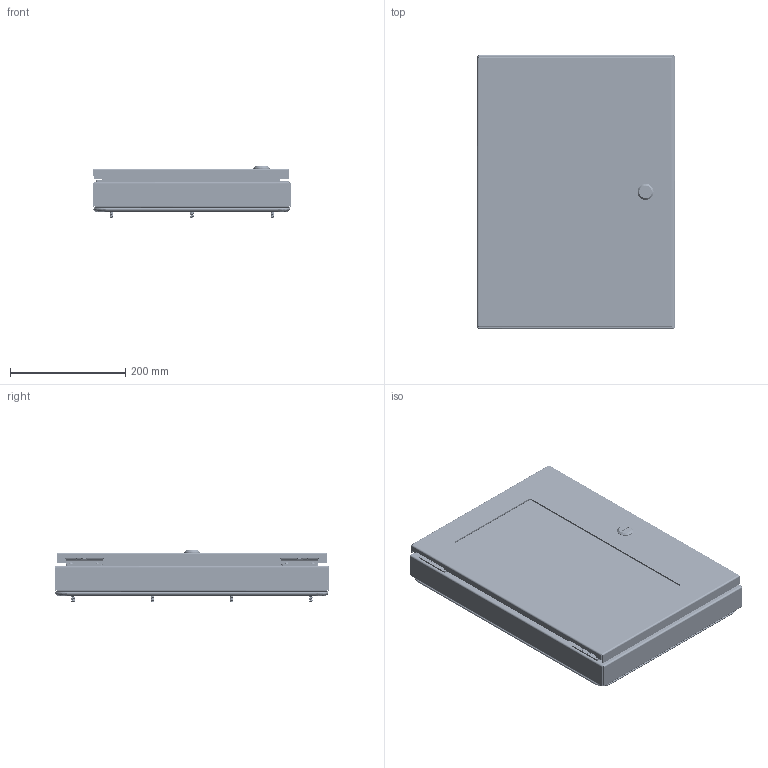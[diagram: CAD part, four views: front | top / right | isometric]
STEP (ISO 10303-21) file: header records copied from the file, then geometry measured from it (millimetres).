
FILE_DESCRIPTION(/* description */ ('DEEP HINGED, S.S, N4X, WDW KIT, TUB, 18.75X13.5X2.75'),/* implementation_level */ '2;1');
FILE_NAME(/* name */ 'WADW191302SS.stp',/* time_stamp */ '2015-03-10T12:29:54+06:00',/* author */ ('vdas'),/* organization */ (''),/* preprocessor_version */ 'ST-DEVELOPER v15.2',/* originating_system */ 'Autodesk Inventor 2014',/* authorisation */ '');
FILE_SCHEMA (('AUTOMOTIVE_DESIGN { 1 0 10303 214 3 1 1 }'));
Length unit declared in the file: inch
Products named in the file (30): WADW191302SSBKP; HFW3161; 17376 PIN; 17380 SCREW; 17723 BOX LEAF; 17723-UTI BRACKET; 17910 SEALING WASHER; HFW328176; WADW1913FIP-BKP; WADW1913SSLID; WADW1913FIP-WDW; HFW388176; 1000-179_prt; 1000-102A-AA; 1000-02; 1000-23; 1000-u156_asm; 1000-318-PF; 1000-03-PG; 1000-24_prt; 1000-277-01PI; 1000-u630_asm; 35123; HFW328175; WADW1913FIP-LID; HFW353242; HFW314252; WADW1913SSWRT; 349117; WADW191302SS
Bounding box: 342.9 x 476.25 x 88.92 mm (x, y, z)
Volume: 1540204.9 mm3; surface area: 1040061.4 mm2
Topology: 67 solids, 67 shells, 2100 faces, 5008 edges, 3077 vertices
Faces by surface type: plane 737, cylinder 725, cone 365, bspline 210, torus 63
Full cylindrical faces by diameter (mm): 2.362 x4, 3.175 x2, 3.317 x68, 3.861 x4, 3.962 x14, 4.166 x68, 4.25 x4, 4.366 x4, 4.572 x4, 4.775 x4, 4.826 x12, 5 x1, 5.5 x1, 6.325 x10, 6.35 x140, 6.502 x4, 7.137 x12, 7.938 x10, 8 x1, 8.118 x10, 8.128 x4, 9.144 x4, 9.9 x1, 10 x1, 10.2 x1, 12.8 x1, 13.5 x1, 15.2 x1, 16 x1, 16.1 x1
Entity records: 38011 total; most frequent: CARTESIAN_POINT 14928, DIRECTION 4525, ORIENTED_EDGE 4354, EDGE_CURVE 2177, AXIS2_PLACEMENT_3D 1651, VERTEX_POINT 1419, EDGE_LOOP 1272, LINE 1223
